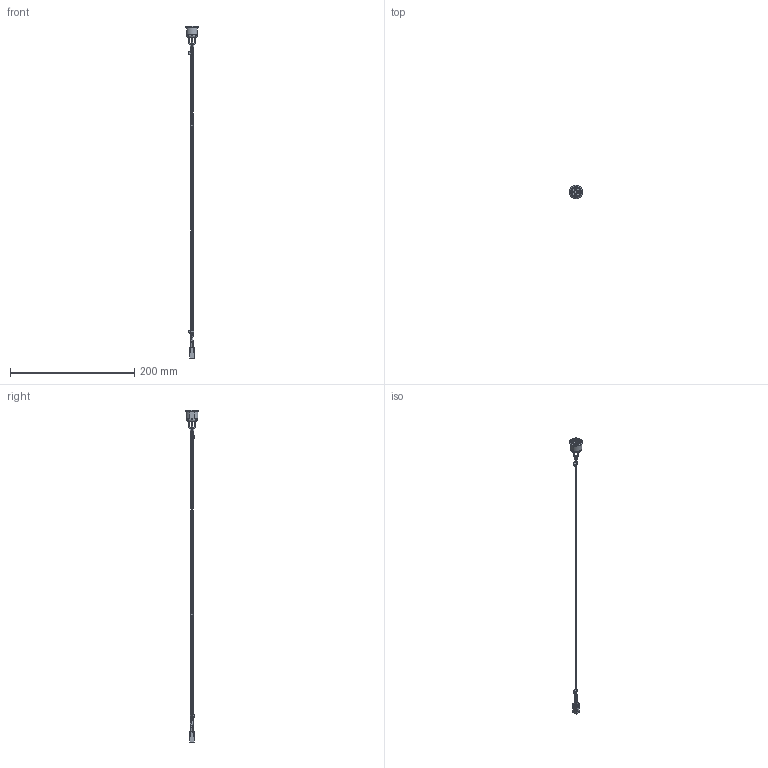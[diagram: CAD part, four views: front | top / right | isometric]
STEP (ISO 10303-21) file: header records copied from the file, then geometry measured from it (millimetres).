
FILE_DESCRIPTION(/* description */ (''),/* implementation_level */ '2;1');
FILE_NAME(/* name */ 'SV4FR3xx-6xx.stp',/* time_stamp */ '2025-09-18T11:30:39-05:00',/* author */ ('mroman'),/* organization */ (''),/* preprocessor_version */ 'ST-DEVELOPER v18.1',/* originating_system */ 'Autodesk Inventor 2022',/* authorisation */ '');
FILE_SCHEMA (('AUTOMOTIVE_DESIGN { 1 0 10303 214 3 1 1 }'));
Length unit declared in the file: inch
Products named in the file (1): SV4FR3xx-6xx
Bounding box: 22 x 22 x 535.05 mm (x, y, z)
Volume: 9218.1 mm3; surface area: 13989.4 mm2
Topology: 4 solids, 4 shells, 534 faces, 1394 edges, 894 vertices
Faces by surface type: plane 354, cylinder 105, torus 33, cone 18, sphere 16, bspline 8
Full cylindrical faces by diameter (mm): 1.56 x18, 1.76 x8, 12.2 x1, 13 x1, 14.2 x1, 15.4 x1, 17.4 x2, 22 x1
Entity records: 16614 total; most frequent: CARTESIAN_POINT 3106, DIRECTION 2833, ORIENTED_EDGE 2788, EDGE_CURVE 1394, LINE 979, VECTOR 979, AXIS2_PLACEMENT_3D 927, VERTEX_POINT 894
